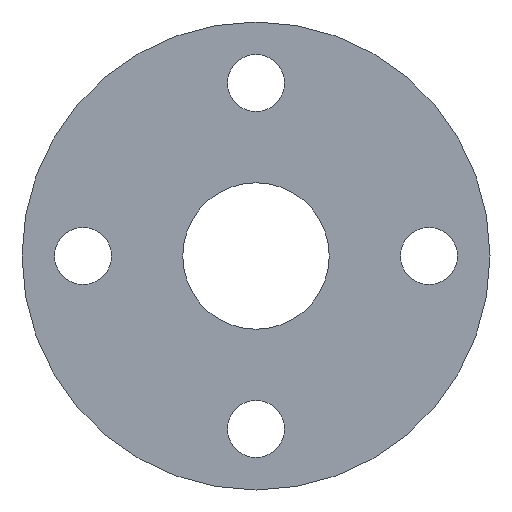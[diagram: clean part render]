
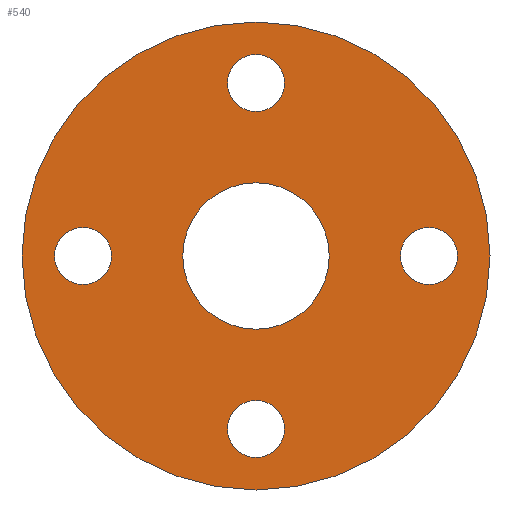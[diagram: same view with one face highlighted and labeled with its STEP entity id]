
A CAD part, front view. The second image highlights one B-rep face of the part: STEP entity #540.
In plain terms, the highlighted planar face has unit normal (0, -1, 0).
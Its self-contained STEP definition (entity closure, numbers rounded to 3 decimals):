
#6 = CARTESIAN_POINT ( 'NONE',  ( 0., 0., 57.5 ) ) ;
#8 = DIRECTION ( 'NONE',  ( 0., 0., -1. ) ) ;
#10 = ORIENTED_EDGE ( 'NONE', *, *, #385, .T. ) ;
#12 = DIRECTION ( 'NONE',  ( 0., 1., 0. ) ) ;
#17 = CARTESIAN_POINT ( 'NONE',  ( 0., 0., 0. ) ) ;
#20 = VERTEX_POINT ( 'NONE', #195 ) ;
#24 = VERTEX_POINT ( 'NONE', #443 ) ;
#26 = VERTEX_POINT ( 'NONE', #104 ) ;
#33 = CARTESIAN_POINT ( 'NONE',  ( 0., 0., 0. ) ) ;
#35 = DIRECTION ( 'NONE',  ( 0., 0., -1. ) ) ;
#38 = AXIS2_PLACEMENT_3D ( 'NONE', #6, #423, #420 ) ;
#39 = EDGE_LOOP ( 'NONE', ( #10, #96 ) ) ;
#40 = DIRECTION ( 'NONE',  ( 0., 0., -1. ) ) ;
#49 = CARTESIAN_POINT ( 'NONE',  ( -42.5, 0., -7. ) ) ;
#52 = FACE_BOUND ( 'NONE', #482, .T. ) ;
#56 = CIRCLE ( 'NONE', #106, 57.5 ) ;
#65 = EDGE_CURVE ( 'NONE', #329, #20, #386, .T. ) ;
#72 = CARTESIAN_POINT ( 'NONE',  ( 0., 0., -42.5 ) ) ;
#79 = DIRECTION ( 'NONE',  ( 0., -1., 0. ) ) ;
#80 = DIRECTION ( 'NONE',  ( 0., 0., -1. ) ) ;
#81 = CIRCLE ( 'NONE', #445, 7. ) ;
#89 = FACE_BOUND ( 'NONE', #39, .T. ) ;
#91 = EDGE_CURVE ( 'NONE', #24, #542, #81, .T. ) ;
#92 = FACE_OUTER_BOUND ( 'NONE', #578, .T. ) ;
#96 = ORIENTED_EDGE ( 'NONE', *, *, #493, .T. ) ;
#104 = CARTESIAN_POINT ( 'NONE',  ( 0., 0., -57.5 ) ) ;
#106 = AXIS2_PLACEMENT_3D ( 'NONE', #33, #448, #257 ) ;
#111 = EDGE_CURVE ( 'NONE', #542, #24, #451, .T. ) ;
#113 = DIRECTION ( 'NONE',  ( 0., 1., 0. ) ) ;
#115 = VERTEX_POINT ( 'NONE', #315 ) ;
#127 = AXIS2_PLACEMENT_3D ( 'NONE', #140, #277, #467 ) ;
#136 = DIRECTION ( 'NONE',  ( 0., 0., -1. ) ) ;
#137 = FACE_BOUND ( 'NONE', #340, .T. ) ;
#140 = CARTESIAN_POINT ( 'NONE',  ( 42.5, 0., 0. ) ) ;
#146 = EDGE_LOOP ( 'NONE', ( #295, #471 ) ) ;
#157 = ORIENTED_EDGE ( 'NONE', *, *, #394, .F. ) ;
#158 = VERTEX_POINT ( 'NONE', #310 ) ;
#165 = CIRCLE ( 'NONE', #419, 7. ) ;
#166 = CARTESIAN_POINT ( 'NONE',  ( 0., 0., -49.5 ) ) ;
#170 = DIRECTION ( 'NONE',  ( 0., -1., 0. ) ) ;
#171 = DIRECTION ( 'NONE',  ( 0., -1., 0. ) ) ;
#172 = AXIS2_PLACEMENT_3D ( 'NONE', #17, #113, #198 ) ;
#174 = CARTESIAN_POINT ( 'NONE',  ( -42.5, 0., 0. ) ) ;
#176 = DIRECTION ( 'NONE',  ( 0., -1., 0. ) ) ;
#179 = EDGE_LOOP ( 'NONE', ( #594, #535 ) ) ;
#181 = VERTEX_POINT ( 'NONE', #166 ) ;
#182 = DIRECTION ( 'NONE',  ( 0., -1., 0. ) ) ;
#186 = FACE_BOUND ( 'NONE', #179, .T. ) ;
#189 = AXIS2_PLACEMENT_3D ( 'NONE', #554, #306, #35 ) ;
#193 = AXIS2_PLACEMENT_3D ( 'NONE', #281, #560, #8 ) ;
#195 = CARTESIAN_POINT ( 'NONE',  ( 0., 0., 35.5 ) ) ;
#198 = DIRECTION ( 'NONE',  ( 0., 0., 1. ) ) ;
#219 = EDGE_CURVE ( 'NONE', #446, #26, #474, .T. ) ;
#227 = CARTESIAN_POINT ( 'NONE',  ( 0., 0., 0. ) ) ;
#231 = CARTESIAN_POINT ( 'NONE',  ( 0., 0., 42.5 ) ) ;
#234 = ORIENTED_EDGE ( 'NONE', *, *, #470, .F. ) ;
#237 = CIRCLE ( 'NONE', #322, 18. ) ;
#257 = DIRECTION ( 'NONE',  ( 0., 0., 1. ) ) ;
#267 = VERTEX_POINT ( 'NONE', #430 ) ;
#268 = CARTESIAN_POINT ( 'NONE',  ( 0., 0., -42.5 ) ) ;
#277 = DIRECTION ( 'NONE',  ( 0., -1., 0. ) ) ;
#278 = DIRECTION ( 'NONE',  ( 0., 0., 1. ) ) ;
#279 = CIRCLE ( 'NONE', #556, 18. ) ;
#281 = CARTESIAN_POINT ( 'NONE',  ( 42.5, 0., 0. ) ) ;
#295 = ORIENTED_EDGE ( 'NONE', *, *, #111, .F. ) ;
#306 = DIRECTION ( 'NONE',  ( 0., -1., 0. ) ) ;
#308 = EDGE_CURVE ( 'NONE', #158, #181, #165, .T. ) ;
#310 = CARTESIAN_POINT ( 'NONE',  ( 0., 0., -35.5 ) ) ;
#314 = EDGE_CURVE ( 'NONE', #26, #446, #56, .T. ) ;
#315 = CARTESIAN_POINT ( 'NONE',  ( 42.5, 0., -7. ) ) ;
#321 = FACE_BOUND ( 'NONE', #146, .T. ) ;
#322 = AXIS2_PLACEMENT_3D ( 'NONE', #227, #12, #278 ) ;
#329 = VERTEX_POINT ( 'NONE', #498 ) ;
#340 = EDGE_LOOP ( 'NONE', ( #442, #234 ) ) ;
#354 = DIRECTION ( 'NONE',  ( 0., 1., 0. ) ) ;
#357 = CARTESIAN_POINT ( 'NONE',  ( 0., 0., 18. ) ) ;
#385 = EDGE_CURVE ( 'NONE', #393, #267, #279, .T. ) ;
#386 = CIRCLE ( 'NONE', #189, 7. ) ;
#390 = CIRCLE ( 'NONE', #403, 7. ) ;
#393 = VERTEX_POINT ( 'NONE', #357 ) ;
#394 = EDGE_CURVE ( 'NONE', #181, #158, #539, .T. ) ;
#403 = AXIS2_PLACEMENT_3D ( 'NONE', #231, #182, #461 ) ;
#419 = AXIS2_PLACEMENT_3D ( 'NONE', #268, #171, #40 ) ;
#420 = DIRECTION ( 'NONE',  ( 0., 0., -1. ) ) ;
#423 = DIRECTION ( 'NONE',  ( 0., -1., 0. ) ) ;
#430 = CARTESIAN_POINT ( 'NONE',  ( 0., 0., -18. ) ) ;
#436 = EDGE_CURVE ( 'NONE', #20, #329, #390, .T. ) ;
#442 = ORIENTED_EDGE ( 'NONE', *, *, #564, .F. ) ;
#443 = CARTESIAN_POINT ( 'NONE',  ( -42.5, 0., 7. ) ) ;
#445 = AXIS2_PLACEMENT_3D ( 'NONE', #174, #79, #136 ) ;
#446 = VERTEX_POINT ( 'NONE', #509 ) ;
#447 = DIRECTION ( 'NONE',  ( 0., 0., -1. ) ) ;
#448 = DIRECTION ( 'NONE',  ( 0., 1., 0. ) ) ;
#451 = CIRCLE ( 'NONE', #476, 7. ) ;
#458 = CIRCLE ( 'NONE', #193, 7. ) ;
#461 = DIRECTION ( 'NONE',  ( 0., 0., -1. ) ) ;
#467 = DIRECTION ( 'NONE',  ( 0., 0., -1. ) ) ;
#469 = PLANE ( 'NONE',  #38 ) ;
#470 = EDGE_CURVE ( 'NONE', #580, #115, #505, .T. ) ;
#471 = ORIENTED_EDGE ( 'NONE', *, *, #91, .F. ) ;
#474 = CIRCLE ( 'NONE', #172, 57.5 ) ;
#476 = AXIS2_PLACEMENT_3D ( 'NONE', #581, #170, #447 ) ;
#482 = EDGE_LOOP ( 'NONE', ( #157, #530 ) ) ;
#487 = AXIS2_PLACEMENT_3D ( 'NONE', #72, #176, #80 ) ;
#493 = EDGE_CURVE ( 'NONE', #267, #393, #237, .T. ) ;
#498 = CARTESIAN_POINT ( 'NONE',  ( 0., 0., 49.5 ) ) ;
#505 = CIRCLE ( 'NONE', #127, 7. ) ;
#509 = CARTESIAN_POINT ( 'NONE',  ( 0., 0., 57.5 ) ) ;
#515 = CARTESIAN_POINT ( 'NONE',  ( 42.5, 0., 7. ) ) ;
#530 = ORIENTED_EDGE ( 'NONE', *, *, #308, .F. ) ;
#531 = ORIENTED_EDGE ( 'NONE', *, *, #314, .F. ) ;
#535 = ORIENTED_EDGE ( 'NONE', *, *, #65, .F. ) ;
#539 = CIRCLE ( 'NONE', #487, 7. ) ;
#540 = ADVANCED_FACE ( 'NONE', ( #137, #186, #321, #52, #89, #92 ), #469, .T. ) ;
#542 = VERTEX_POINT ( 'NONE', #49 ) ;
#543 = DIRECTION ( 'NONE',  ( 0., 0., 1. ) ) ;
#552 = ORIENTED_EDGE ( 'NONE', *, *, #219, .F. ) ;
#554 = CARTESIAN_POINT ( 'NONE',  ( 0., 0., 42.5 ) ) ;
#556 = AXIS2_PLACEMENT_3D ( 'NONE', #586, #354, #543 ) ;
#560 = DIRECTION ( 'NONE',  ( 0., -1., 0. ) ) ;
#564 = EDGE_CURVE ( 'NONE', #115, #580, #458, .T. ) ;
#578 = EDGE_LOOP ( 'NONE', ( #552, #531 ) ) ;
#580 = VERTEX_POINT ( 'NONE', #515 ) ;
#581 = CARTESIAN_POINT ( 'NONE',  ( -42.5, 0., 0. ) ) ;
#586 = CARTESIAN_POINT ( 'NONE',  ( 0., 0., 0. ) ) ;
#594 = ORIENTED_EDGE ( 'NONE', *, *, #436, .F. ) ;
